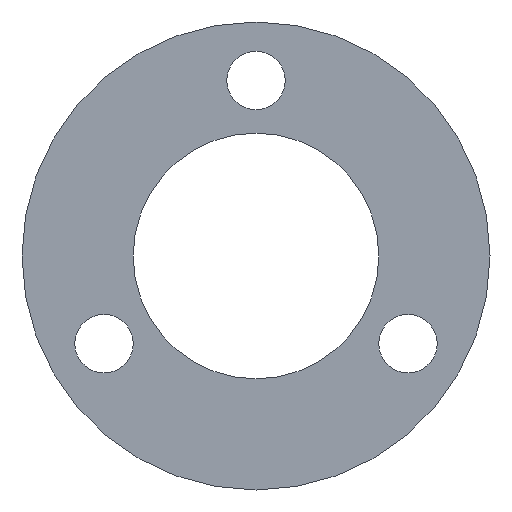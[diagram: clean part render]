
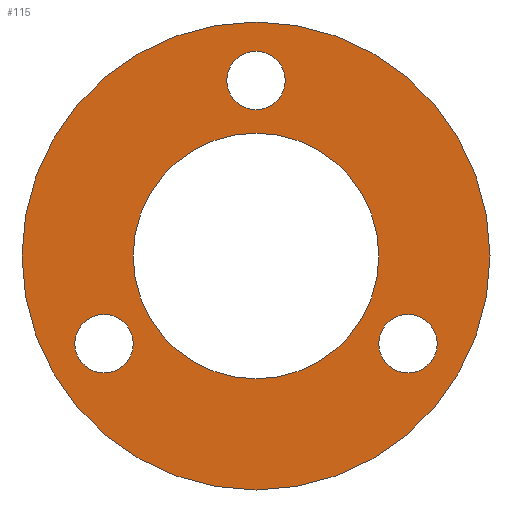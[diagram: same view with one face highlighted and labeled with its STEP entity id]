
A CAD part, left-side view. The second image highlights one B-rep face of the part: STEP entity #115.
In plain terms, the highlighted planar face has unit normal (-1, 0, 0).
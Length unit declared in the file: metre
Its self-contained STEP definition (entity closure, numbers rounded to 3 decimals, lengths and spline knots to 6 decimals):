
#13=PLANE('',#145);
#29=ORIENTED_EDGE('',*,*,#41,.T.);
#30=ORIENTED_EDGE('',*,*,#39,.T.);
#31=ORIENTED_EDGE('',*,*,#37,.T.);
#32=ORIENTED_EDGE('',*,*,#35,.T.);
#33=ORIENTED_EDGE('',*,*,#43,.F.);
#35=EDGE_CURVE('',#45,#45,#55,.T.);
#37=EDGE_CURVE('',#47,#47,#57,.T.);
#39=EDGE_CURVE('',#49,#49,#59,.T.);
#41=EDGE_CURVE('',#51,#51,#61,.T.);
#43=EDGE_CURVE('',#53,#53,#63,.T.);
#45=VERTEX_POINT('',#187);
#47=VERTEX_POINT('',#192);
#49=VERTEX_POINT('',#197);
#51=VERTEX_POINT('',#202);
#53=VERTEX_POINT('',#207);
#55=CIRCLE('',#131,0.0025);
#57=CIRCLE('',#134,0.0025);
#59=CIRCLE('',#137,0.0025);
#61=CIRCLE('',#140,0.0105);
#63=CIRCLE('',#143,0.02);
#79=EDGE_LOOP('',(#29));
#80=EDGE_LOOP('',(#30));
#81=EDGE_LOOP('',(#31));
#82=EDGE_LOOP('',(#32));
#83=EDGE_LOOP('',(#33));
#99=FACE_BOUND('',#79,.T.);
#100=FACE_BOUND('',#80,.T.);
#101=FACE_BOUND('',#81,.T.);
#102=FACE_BOUND('',#82,.T.);
#103=FACE_BOUND('',#83,.T.);
#115=ADVANCED_FACE('',(#99,#100,#101,#102,#103),#13,.F.);
#131=AXIS2_PLACEMENT_3D('',#186,#152,#153);
#134=AXIS2_PLACEMENT_3D('',#191,#158,#159);
#137=AXIS2_PLACEMENT_3D('',#196,#164,#165);
#140=AXIS2_PLACEMENT_3D('',#201,#170,#171);
#143=AXIS2_PLACEMENT_3D('',#206,#176,#177);
#145=AXIS2_PLACEMENT_3D('',#209,#180,#181);
#152=DIRECTION('',(1.,0.,0.));
#153=DIRECTION('',(0.,0.,-1.));
#158=DIRECTION('',(1.,0.,0.));
#159=DIRECTION('',(0.,0.,-1.));
#164=DIRECTION('',(1.,0.,0.));
#165=DIRECTION('',(0.,0.,-1.));
#170=DIRECTION('',(1.,0.,0.));
#171=DIRECTION('',(0.,0.,-1.));
#176=DIRECTION('',(1.,0.,0.));
#177=DIRECTION('',(0.,0.,-1.));
#180=DIRECTION('',(1.,0.,0.));
#181=DIRECTION('',(0.,1.,0.));
#186=CARTESIAN_POINT('',(0.,0.,0.015));
#187=CARTESIAN_POINT('',(0.,0.,0.0125));
#191=CARTESIAN_POINT('',(0.,0.01299,-0.0075));
#192=CARTESIAN_POINT('',(0.,0.01299,-0.01));
#196=CARTESIAN_POINT('',(0.,-0.01299,-0.0075));
#197=CARTESIAN_POINT('',(0.,-0.01299,-0.01));
#201=CARTESIAN_POINT('',(0.,0.,0.));
#202=CARTESIAN_POINT('',(0.,0.,-0.0105));
#206=CARTESIAN_POINT('',(0.,0.,0.));
#207=CARTESIAN_POINT('',(0.,0.,-0.02));
#209=CARTESIAN_POINT('',(0.,0.,0.));
